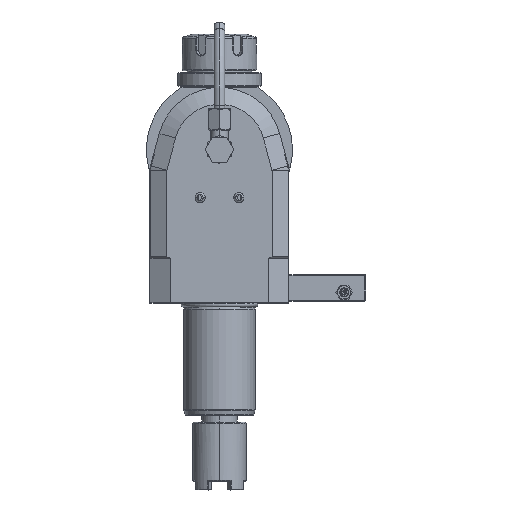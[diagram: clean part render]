
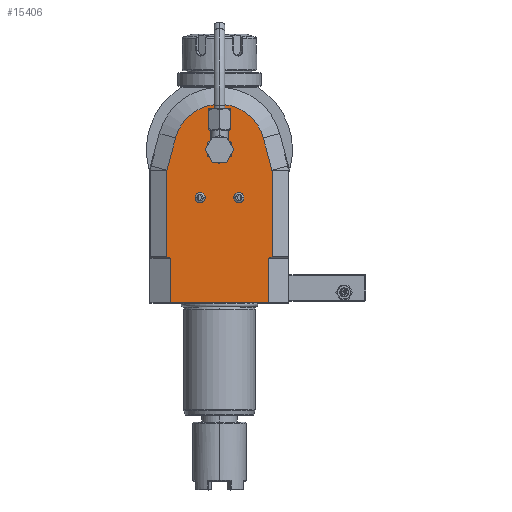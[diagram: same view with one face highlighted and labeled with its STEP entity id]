
A CAD part, top view. The second image highlights one B-rep face of the part: STEP entity #15406.
In plain terms, the highlighted planar face has unit normal (0, 0, 1).
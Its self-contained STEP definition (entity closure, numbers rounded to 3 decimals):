
#287=DIRECTION('',(-1.,0.,0.));
#288=VECTOR('',#287,55.);
#289=CARTESIAN_POINT('',(27.5,-86.,40.));
#290=LINE('',#289,#288);
#469=DIRECTION('',(0.,-1.,0.));
#470=VECTOR('',#469,25.);
#471=CARTESIAN_POINT('',(27.5,-61.,40.));
#472=LINE('',#471,#470);
#473=DIRECTION('',(0.,1.,0.));
#474=VECTOR('',#473,25.);
#475=CARTESIAN_POINT('',(-27.5,-86.,40.));
#476=LINE('',#475,#474);
#477=DIRECTION('',(0.894,-0.447,0.));
#478=VECTOR('',#477,2.236);
#479=CARTESIAN_POINT('',(-29.5,-60.,40.));
#480=LINE('',#479,#478);
#481=DIRECTION('',(0.,-1.,0.));
#482=VECTOR('',#481,48.363);
#483=CARTESIAN_POINT('',(-29.5,-11.637,40.));
#484=LINE('',#483,#482);
#485=CARTESIAN_POINT('',(-29.,-11.637,40.));
#486=DIRECTION('',(0.,0.,1.));
#487=DIRECTION('',(-0.966,0.259,0.));
#488=AXIS2_PLACEMENT_3D('',#485,#486,#487);
#490=DIRECTION('',(-0.259,-0.966,0.));
#491=VECTOR('',#490,18.746);
#492=CARTESIAN_POINT('',(-24.631,6.6,40.));
#493=LINE('',#492,#491);
#494=CARTESIAN_POINT('',(0.,0.,40.));
#495=DIRECTION('',(0.,0.,1.));
#496=DIRECTION('',(0.966,0.259,0.));
#497=AXIS2_PLACEMENT_3D('',#494,#495,#496);
#499=DIRECTION('',(-0.259,0.966,0.));
#500=VECTOR('',#499,18.746);
#501=CARTESIAN_POINT('',(29.483,-11.507,40.));
#502=LINE('',#501,#500);
#503=CARTESIAN_POINT('',(29.,-11.637,40.));
#504=DIRECTION('',(0.,0.,1.));
#505=DIRECTION('',(1.,0.,0.));
#506=AXIS2_PLACEMENT_3D('',#503,#504,#505);
#508=DIRECTION('',(0.,1.,0.));
#509=VECTOR('',#508,48.363);
#510=CARTESIAN_POINT('',(29.5,-60.,40.));
#511=LINE('',#510,#509);
#512=DIRECTION('',(0.894,0.447,0.));
#513=VECTOR('',#512,2.236);
#514=CARTESIAN_POINT('',(27.5,-61.,40.));
#515=LINE('',#514,#513);
#516=CARTESIAN_POINT('',(0.,0.,40.));
#517=DIRECTION('',(0.,0.,1.));
#518=DIRECTION('',(1.,0.,0.));
#519=AXIS2_PLACEMENT_3D('',#516,#517,#518);
#521=CARTESIAN_POINT('',(0.,0.,40.));
#522=DIRECTION('',(0.,0.,1.));
#523=DIRECTION('',(-1.,0.,0.));
#524=AXIS2_PLACEMENT_3D('',#521,#522,#523);
#526=CARTESIAN_POINT('',(10.864,-26.888,40.));
#527=DIRECTION('',(0.,0.,1.));
#528=DIRECTION('',(-1.,0.,0.));
#529=AXIS2_PLACEMENT_3D('',#526,#527,#528);
#531=CARTESIAN_POINT('',(10.864,-26.888,40.));
#532=DIRECTION('',(0.,0.,1.));
#533=DIRECTION('',(1.,0.,0.));
#534=AXIS2_PLACEMENT_3D('',#531,#532,#533);
#536=CARTESIAN_POINT('',(-10.864,-26.888,40.));
#537=DIRECTION('',(0.,0.,1.));
#538=DIRECTION('',(-1.,0.,0.));
#539=AXIS2_PLACEMENT_3D('',#536,#537,#538);
#541=CARTESIAN_POINT('',(-10.864,-26.888,40.));
#542=DIRECTION('',(0.,0.,1.));
#543=DIRECTION('',(1.,0.,0.));
#544=AXIS2_PLACEMENT_3D('',#541,#542,#543);
#13388=CARTESIAN_POINT('',(24.631,6.6,40.));
#13389=CARTESIAN_POINT('',(-24.631,6.6,40.));
#13390=VERTEX_POINT('',#13388);
#13391=VERTEX_POINT('',#13389);
#13396=CARTESIAN_POINT('',(-29.483,-11.507,40.));
#13397=VERTEX_POINT('',#13396);
#13398=CARTESIAN_POINT('',(29.483,-11.507,40.));
#13399=VERTEX_POINT('',#13398);
#13400=CARTESIAN_POINT('',(-29.5,-11.637,40.));
#13401=VERTEX_POINT('',#13400);
#13402=CARTESIAN_POINT('',(29.5,-11.637,40.));
#13403=VERTEX_POINT('',#13402);
#13421=CARTESIAN_POINT('',(29.5,-60.,40.));
#13423=VERTEX_POINT('',#13421);
#13430=CARTESIAN_POINT('',(-29.5,-60.,40.));
#13431=VERTEX_POINT('',#13430);
#13726=CARTESIAN_POINT('',(-13.714,-26.888,40.));
#13727=CARTESIAN_POINT('',(-8.014,-26.888,40.));
#13728=VERTEX_POINT('',#13726);
#13729=VERTEX_POINT('',#13727);
#13762=CARTESIAN_POINT('',(8.014,-26.888,40.));
#13763=CARTESIAN_POINT('',(13.714,-26.888,40.));
#13764=VERTEX_POINT('',#13762);
#13765=VERTEX_POINT('',#13763);
#13959=CARTESIAN_POINT('',(27.5,-61.,40.));
#13960=VERTEX_POINT('',#13959);
#13961=CARTESIAN_POINT('',(-27.5,-61.,40.));
#13962=VERTEX_POINT('',#13961);
#14552=CARTESIAN_POINT('',(6.5,0.,40.));
#14553=CARTESIAN_POINT('',(-6.5,0.,40.));
#14554=VERTEX_POINT('',#14552);
#14555=VERTEX_POINT('',#14553);
#14716=CARTESIAN_POINT('',(-27.5,-86.,40.));
#14718=VERTEX_POINT('',#14716);
#14721=CARTESIAN_POINT('',(27.5,-86.,40.));
#14723=VERTEX_POINT('',#14721);
#15359=CARTESIAN_POINT('',(0.,0.,40.));
#15360=DIRECTION('',(0.,0.,1.));
#15361=DIRECTION('',(1.,0.,0.));
#15362=AXIS2_PLACEMENT_3D('',#15359,#15360,#15361);
#15363=PLANE('',#15362);
#15365=ORIENTED_EDGE('',*,*,#15364,.T.);
#15366=ORIENTED_EDGE('',*,*,#15300,.T.);
#15367=ORIENTED_EDGE('',*,*,#15350,.T.);
#15369=ORIENTED_EDGE('',*,*,#15368,.F.);
#15371=ORIENTED_EDGE('',*,*,#15370,.F.);
#15373=ORIENTED_EDGE('',*,*,#15372,.F.);
#15375=ORIENTED_EDGE('',*,*,#15374,.F.);
#15377=ORIENTED_EDGE('',*,*,#15376,.F.);
#15379=ORIENTED_EDGE('',*,*,#15378,.F.);
#15381=ORIENTED_EDGE('',*,*,#15380,.F.);
#15383=ORIENTED_EDGE('',*,*,#15382,.F.);
#15385=ORIENTED_EDGE('',*,*,#15384,.F.);
#15386=EDGE_LOOP('',(#15365,#15366,#15367,#15369,#15371,#15373,#15375,#15377,
#15379,#15381,#15383,#15385));
#15387=FACE_OUTER_BOUND('',#15386,.F.);
#15389=ORIENTED_EDGE('',*,*,#15388,.T.);
#15391=ORIENTED_EDGE('',*,*,#15390,.T.);
#15392=EDGE_LOOP('',(#15389,#15391));
#15393=FACE_BOUND('',#15392,.F.);
#15395=ORIENTED_EDGE('',*,*,#15394,.T.);
#15397=ORIENTED_EDGE('',*,*,#15396,.T.);
#15398=EDGE_LOOP('',(#15395,#15397));
#15399=FACE_BOUND('',#15398,.F.);
#15401=ORIENTED_EDGE('',*,*,#15400,.T.);
#15403=ORIENTED_EDGE('',*,*,#15402,.T.);
#15404=EDGE_LOOP('',(#15401,#15403));
#15405=FACE_BOUND('',#15404,.F.);
#489=CIRCLE('',#488,0.5);
#498=CIRCLE('',#497,25.5);
#507=CIRCLE('',#506,0.5);
#520=CIRCLE('',#519,6.5);
#525=CIRCLE('',#524,6.5);
#530=CIRCLE('',#529,2.85);
#535=CIRCLE('',#534,2.85);
#540=CIRCLE('',#539,2.85);
#545=CIRCLE('',#544,2.85);
#15300=EDGE_CURVE('',#14723,#14718,#290,.T.);
#15350=EDGE_CURVE('',#14718,#13962,#476,.T.);
#15364=EDGE_CURVE('',#13960,#14723,#472,.T.);
#15368=EDGE_CURVE('',#13431,#13962,#480,.T.);
#15370=EDGE_CURVE('',#13401,#13431,#484,.T.);
#15372=EDGE_CURVE('',#13397,#13401,#489,.T.);
#15374=EDGE_CURVE('',#13391,#13397,#493,.T.);
#15376=EDGE_CURVE('',#13390,#13391,#498,.T.);
#15378=EDGE_CURVE('',#13399,#13390,#502,.T.);
#15380=EDGE_CURVE('',#13403,#13399,#507,.T.);
#15382=EDGE_CURVE('',#13423,#13403,#511,.T.);
#15384=EDGE_CURVE('',#13960,#13423,#515,.T.);
#15388=EDGE_CURVE('',#14554,#14555,#520,.T.);
#15390=EDGE_CURVE('',#14555,#14554,#525,.T.);
#15394=EDGE_CURVE('',#13764,#13765,#530,.T.);
#15396=EDGE_CURVE('',#13765,#13764,#535,.T.);
#15400=EDGE_CURVE('',#13728,#13729,#540,.T.);
#15402=EDGE_CURVE('',#13729,#13728,#545,.T.);
#15406=ADVANCED_FACE('',(#15387,#15393,#15399,#15405),#15363,.T.);
